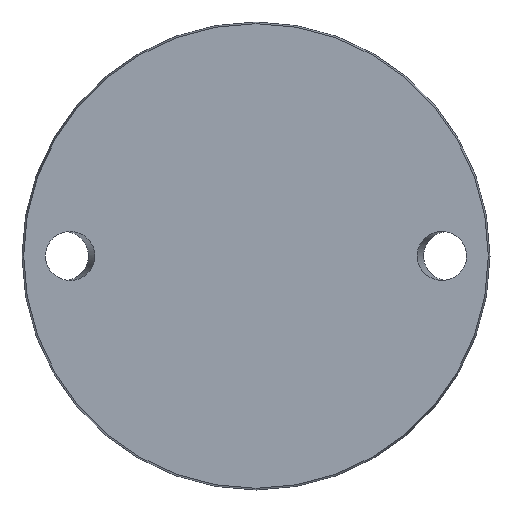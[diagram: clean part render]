
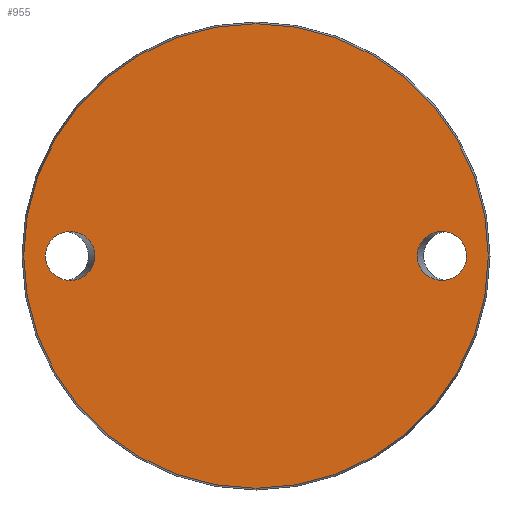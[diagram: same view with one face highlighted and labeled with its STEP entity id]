
A CAD part, front view. The second image highlights one B-rep face of the part: STEP entity #955.
In plain terms, the highlighted planar face has unit normal (0, -1, 0).
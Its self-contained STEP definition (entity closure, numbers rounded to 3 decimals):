
#67 = CARTESIAN_POINT ( 'NONE',  ( -71.115, 0., 0. ) ) ;
#71 = CARTESIAN_POINT ( 'NONE',  ( -54.385, 0., -16.5 ) ) ;
#122 = EDGE_CURVE ( 'NONE', #249, #249, #306, .T. ) ;
#138 = DIRECTION ( 'NONE',  ( 0., 1., 0. ) ) ;
#155 = DIRECTION ( 'NONE',  ( 0., -1., 0. ) ) ;
#156 = CARTESIAN_POINT ( 'NONE',  ( -71.115, 0., 0. ) ) ;
#232 = CARTESIAN_POINT ( 'NONE',  ( 71.115, 0., 16.5 ) ) ;
#249 = VERTEX_POINT ( 'NONE', #937 ) ;
#255 = ORIENTED_EDGE ( 'NONE', *, *, #122, .T. ) ;
#283 = CARTESIAN_POINT ( 'NONE',  ( -71.115, 0., 16.5 ) ) ;
#285 = CARTESIAN_POINT ( 'NONE',  ( 54.385, 0., 0. ) ) ;
#287 = FACE_BOUND ( 'NONE', #465, .T. ) ;
#303 = CARTESIAN_POINT ( 'NONE',  ( -71.115, 0., 0. ) ) ;
#306 = CIRCLE ( 'NONE', #383, 78.425 ) ;
#314 = VERTEX_POINT ( 'NONE', #617 ) ;
#339 =( BOUNDED_CURVE ( )  B_SPLINE_CURVE ( 3, ( #67, #283, #674, #756, #71, #998, #303 ),
 .UNSPECIFIED., .T., .F. ) 
 B_SPLINE_CURVE_WITH_KNOTS ( ( 4, 3, 4 ),
 ( 0., 3.142, 6.283 ),
 .UNSPECIFIED. ) 
 CURVE ( )  GEOMETRIC_REPRESENTATION_ITEM ( )  RATIONAL_B_SPLINE_CURVE ( ( 1., 0.333, 0.333, 1., 0.333, 0.333, 1. ) ) 
 REPRESENTATION_ITEM ( '' )  );
#379 = DIRECTION ( 'NONE',  ( 0., 0., -1. ) ) ;
#383 = AXIS2_PLACEMENT_3D ( 'NONE', #453, #155, #379 ) ;
#396 = VERTEX_POINT ( 'NONE', #156 ) ;
#403 = ORIENTED_EDGE ( 'NONE', *, *, #801, .F. ) ;
#434 = FACE_BOUND ( 'NONE', #929, .T. ) ;
#439 = DIRECTION ( 'NONE',  ( 0., 0., 1. ) ) ;
#453 = CARTESIAN_POINT ( 'NONE',  ( 0., 0., 0. ) ) ;
#465 = EDGE_LOOP ( 'NONE', ( #403 ) ) ;
#565 = ORIENTED_EDGE ( 'NONE', *, *, #907, .T. ) ;
#593 = FACE_OUTER_BOUND ( 'NONE', #710, .T. ) ;
#615 = AXIS2_PLACEMENT_3D ( 'NONE', #823, #138, #439 ) ;
#617 = CARTESIAN_POINT ( 'NONE',  ( 54.385, 0., 0. ) ) ;
#674 = CARTESIAN_POINT ( 'NONE',  ( -54.385, 0., 16.5 ) ) ;
#710 = EDGE_LOOP ( 'NONE', ( #255 ) ) ;
#748 = CARTESIAN_POINT ( 'NONE',  ( 54.385, 0., 0. ) ) ;
#756 = CARTESIAN_POINT ( 'NONE',  ( -54.385, 0., 0. ) ) ;
#801 = EDGE_CURVE ( 'NONE', #314, #314, #865, .T. ) ;
#823 = CARTESIAN_POINT ( 'NONE',  ( -78.425, 0., 0. ) ) ;
#865 =( BOUNDED_CURVE ( )  B_SPLINE_CURVE ( 3, ( #285, #925, #990, #905, #232, #913, #748 ),
 .UNSPECIFIED., .T., .F. ) 
 B_SPLINE_CURVE_WITH_KNOTS ( ( 4, 3, 4 ),
 ( 0., 3.142, 6.283 ),
 .UNSPECIFIED. ) 
 CURVE ( )  GEOMETRIC_REPRESENTATION_ITEM ( )  RATIONAL_B_SPLINE_CURVE ( ( 1., 0.333, 0.333, 1., 0.333, 0.333, 1. ) ) 
 REPRESENTATION_ITEM ( '' )  );
#901 = PLANE ( 'NONE',  #615 ) ;
#905 = CARTESIAN_POINT ( 'NONE',  ( 71.115, 0., 0. ) ) ;
#907 = EDGE_CURVE ( 'NONE', #396, #396, #339, .T. ) ;
#913 = CARTESIAN_POINT ( 'NONE',  ( 54.385, 0., 16.5 ) ) ;
#925 = CARTESIAN_POINT ( 'NONE',  ( 54.385, 0., -16.5 ) ) ;
#929 = EDGE_LOOP ( 'NONE', ( #565 ) ) ;
#937 = CARTESIAN_POINT ( 'NONE',  ( 0., 0., -78.425 ) ) ;
#955 = ADVANCED_FACE ( 'NONE', ( #434, #287, #593 ), #901, .F. ) ;
#990 = CARTESIAN_POINT ( 'NONE',  ( 71.115, 0., -16.5 ) ) ;
#998 = CARTESIAN_POINT ( 'NONE',  ( -71.115, 0., -16.5 ) ) ;
